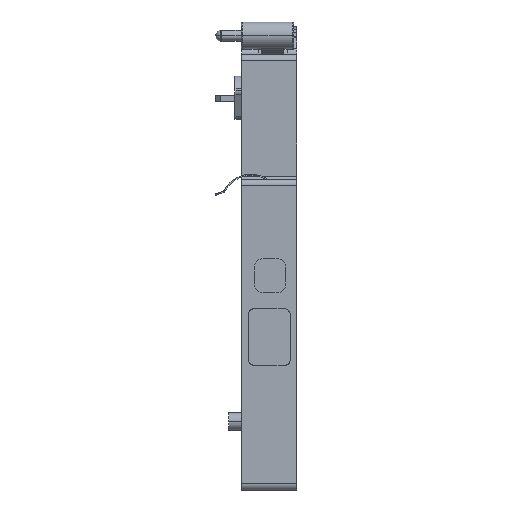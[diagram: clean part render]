
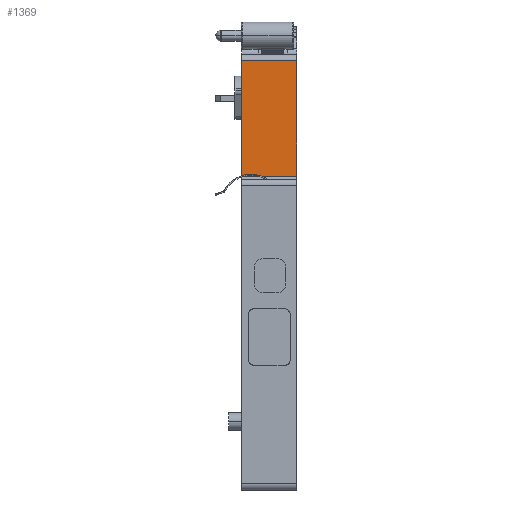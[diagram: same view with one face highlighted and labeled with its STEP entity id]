
A CAD part, front view. The second image highlights one B-rep face of the part: STEP entity #1369.
In plain terms, the highlighted planar face has unit normal (0, -1, 0).
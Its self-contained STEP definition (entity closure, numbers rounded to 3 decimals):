
#1369=ADVANCED_FACE('NONE',(#2770),#2771,.T.);
#2770=FACE_OUTER_BOUND('',#8087,.T.);
#2771=PLANE('',#8088);
#8087=EDGE_LOOP('',(#11999,#12000,#12001,#12002));
#8088=AXIS2_PLACEMENT_3D('',#12003,#12004,#12005);
#11999=ORIENTED_EDGE('',*,*,#13629,.T.);
#12000=ORIENTED_EDGE('',*,*,#13647,.T.);
#12001=ORIENTED_EDGE('',*,*,#13742,.T.);
#12002=ORIENTED_EDGE('',*,*,#13626,.T.);
#12003=CARTESIAN_POINT('',(4.303,22.35,69.2));
#12004=DIRECTION('',(0.0,-1.0,0.));
#12005=DIRECTION('',(1.0,0.0,0.0));
#13626=EDGE_CURVE('NONE',#16027,#16031,#16033,.T.);
#13629=EDGE_CURVE('NONE',#16031,#16035,#16037,.T.);
#13647=EDGE_CURVE('NONE',#16035,#16055,#16057,.T.);
#13742=EDGE_CURVE('NONE',#16055,#16027,#16161,.T.);
#16027=VERTEX_POINT('NONE',#20883);
#16031=VERTEX_POINT('NONE',#20888);
#16033=LINE('',#20890,#20891);
#16035=VERTEX_POINT('NONE',#20893);
#16037=LINE('',#20895,#20896);
#16055=VERTEX_POINT('NONE',#20927);
#16057=LINE('',#20929,#20930);
#16161=LINE('',#21061,#21062);
#20883=CARTESIAN_POINT('',(4.303,22.35,50.6));
#20888=CARTESIAN_POINT('',(13.203,22.35,50.6));
#20890=CARTESIAN_POINT('',(4.303,22.35,50.6));
#20891=VECTOR('',#22634,1000.0);
#20893=CARTESIAN_POINT('',(13.203,22.35,69.2));
#20895=CARTESIAN_POINT('',(13.203,22.35,69.2));
#20896=VECTOR('',#22638,1000.0);
#20927=CARTESIAN_POINT('',(4.303,22.35,69.2));
#20929=CARTESIAN_POINT('',(4.303,22.35,69.2));
#20930=VECTOR('',#22661,1000.0);
#21061=CARTESIAN_POINT('',(4.303,22.35,49.1));
#21062=VECTOR('',#22764,1000.0);
#22634=DIRECTION('',(1.0,0.0,0.0));
#22638=DIRECTION('',(0.0,0.,1.0));
#22661=DIRECTION('',(-1.0,-0.0,-0.0));
#22764=DIRECTION('',(0.0,0.0,-1.0));
